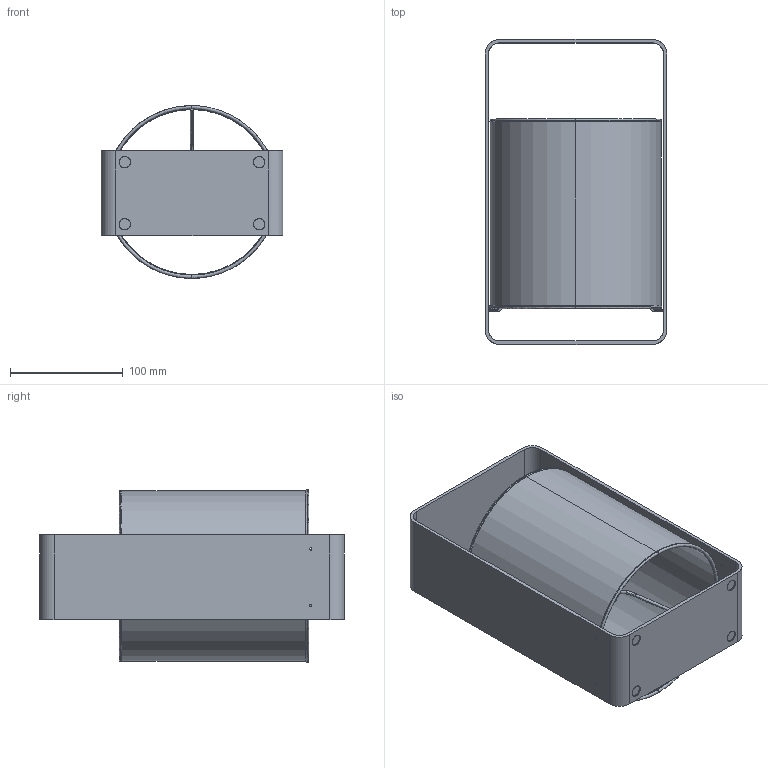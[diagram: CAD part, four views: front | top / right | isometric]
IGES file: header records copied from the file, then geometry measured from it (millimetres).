
Start section: SolidWorks IGES file using analytic representation for surfaces
Global section: file name: FARO LULA Pequeño.IGS; native system: SolidWorks 2012; preprocessor: SolidWorks 2012; author: Zairaholgado; date: 140404.094636; units: millimetre
Bounding box: 161 x 270 x 153 mm (x, y, z)
Surface area: 295582.4 mm2 (no closed solid volume)
Topology: 0 solids, 0 shells, 102 faces, 1613 edges, 1608 vertices
Faces by surface type: revolution 52, bspline 50
